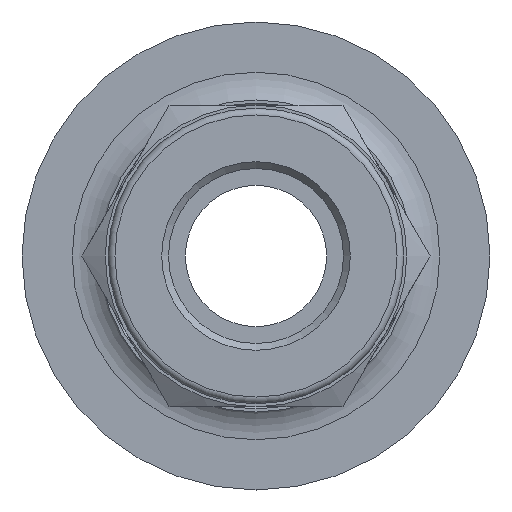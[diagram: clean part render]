
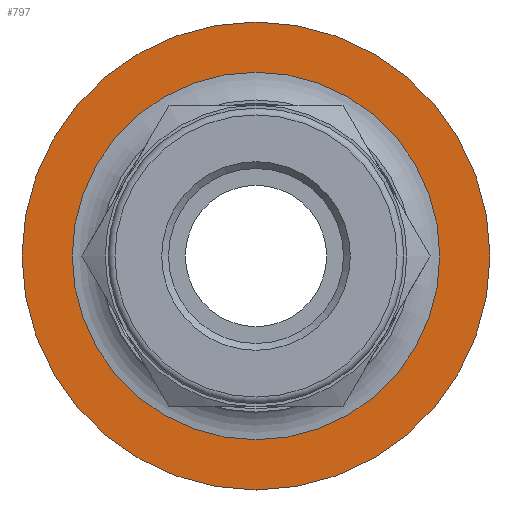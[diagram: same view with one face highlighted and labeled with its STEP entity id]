
A CAD part, left-side view. The second image highlights one B-rep face of the part: STEP entity #797.
In plain terms, the highlighted planar face has unit normal (-1, 0, 0).
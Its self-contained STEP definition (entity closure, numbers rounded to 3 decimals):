
#51=FACE_BOUND('',#213,.T.);
#96=CIRCLE('',#905,17.25);
#102=CIRCLE('',#918,13.55);
#153=FACE_OUTER_BOUND('',#212,.T.);
#212=EDGE_LOOP('',(#722));
#213=EDGE_LOOP('',(#723));
#382=VERTEX_POINT('',#1414);
#387=VERTEX_POINT('',#1435);
#490=EDGE_CURVE('',#382,#382,#96,.T.);
#499=EDGE_CURVE('',#387,#387,#102,.T.);
#722=ORIENTED_EDGE('',*,*,#490,.F.);
#723=ORIENTED_EDGE('',*,*,#499,.T.);
#746=PLANE('',#919);
#797=ADVANCED_FACE('',(#153,#51),#746,.T.);
#905=AXIS2_PLACEMENT_3D('',#1416,#1136,#1137);
#918=AXIS2_PLACEMENT_3D('',#1437,#1165,#1166);
#919=AXIS2_PLACEMENT_3D('',#1438,#1167,#1168);
#1136=DIRECTION('center_axis',(1.,0.,0.));
#1137=DIRECTION('ref_axis',(0.,0.,-1.));
#1165=DIRECTION('center_axis',(1.,0.,0.));
#1166=DIRECTION('ref_axis',(0.,0.,-1.));
#1167=DIRECTION('center_axis',(-1.,0.,0.));
#1168=DIRECTION('ref_axis',(0.,0.,1.));
#1414=CARTESIAN_POINT('',(78.603,-17.25,0.));
#1416=CARTESIAN_POINT('Origin',(78.603,0.,0.));
#1435=CARTESIAN_POINT('',(78.603,0.,13.55));
#1437=CARTESIAN_POINT('Origin',(78.603,0.,0.));
#1438=CARTESIAN_POINT('Origin',(78.603,17.25,0.));
